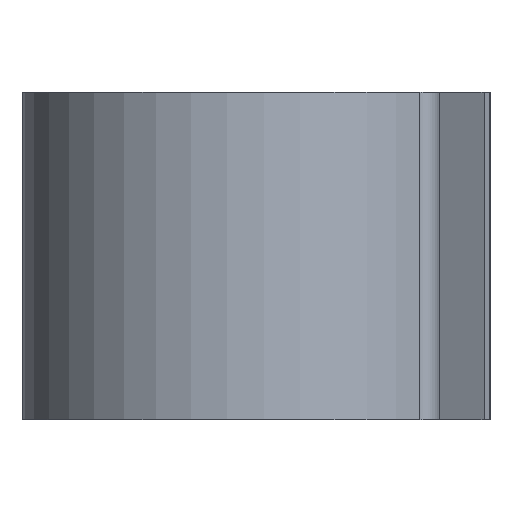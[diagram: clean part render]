
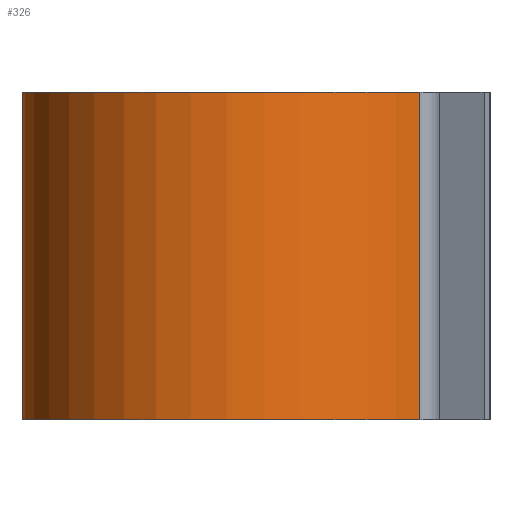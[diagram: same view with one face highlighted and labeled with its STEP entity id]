
A CAD part, left-side view. The second image highlights one B-rep face of the part: STEP entity #326.
In plain terms, the highlighted cylindrical face has radius 14.8 mm (diameter 29.6 mm), a partial arc.
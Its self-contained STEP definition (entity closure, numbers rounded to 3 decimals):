
#26=FACE_OUTER_BOUND('',#44,.T.);
#44=EDGE_LOOP('',(#225,#226,#227,#228));
#63=LINE('',#514,#95);
#64=LINE('',#517,#96);
#95=VECTOR('',#411,1000.);
#96=VECTOR('',#414,1000.);
#127=CIRCLE('',#367,14.8);
#128=CIRCLE('',#368,14.8);
#145=VERTEX_POINT('',#510);
#146=VERTEX_POINT('',#511);
#147=VERTEX_POINT('',#513);
#148=VERTEX_POINT('',#515);
#177=EDGE_CURVE('',#145,#146,#127,.T.);
#178=EDGE_CURVE('',#145,#147,#63,.T.);
#179=EDGE_CURVE('',#147,#148,#128,.T.);
#180=EDGE_CURVE('',#146,#148,#64,.T.);
#225=ORIENTED_EDGE('',*,*,#177,.F.);
#226=ORIENTED_EDGE('',*,*,#178,.T.);
#227=ORIENTED_EDGE('',*,*,#179,.T.);
#228=ORIENTED_EDGE('',*,*,#180,.F.);
#318=CYLINDRICAL_SURFACE('',#366,14.8);
#326=ADVANCED_FACE('',(#26),#318,.T.);
#366=AXIS2_PLACEMENT_3D('',#509,#407,#408);
#367=AXIS2_PLACEMENT_3D('',#512,#409,#410);
#368=AXIS2_PLACEMENT_3D('',#516,#412,#413);
#407=DIRECTION('center_axis',(0.,0.,-1.));
#408=DIRECTION('ref_axis',(-1.,0.,0.));
#409=DIRECTION('center_axis',(0.,0.,1.));
#410=DIRECTION('ref_axis',(1.,0.,0.));
#411=DIRECTION('',(0.,0.,-1.));
#412=DIRECTION('center_axis',(0.,0.,1.));
#413=DIRECTION('ref_axis',(1.,0.,0.));
#414=DIRECTION('',(0.,0.,-1.));
#509=CARTESIAN_POINT('Origin',(4228.015,-2240.966,22.));
#510=CARTESIAN_POINT('',(4228.015,-2226.166,22.));
#511=CARTESIAN_POINT('',(4219.203,-2252.857,22.));
#512=CARTESIAN_POINT('Origin',(4228.015,-2240.966,22.));
#513=CARTESIAN_POINT('',(4228.015,-2226.166,0.));
#514=CARTESIAN_POINT('',(4228.015,-2226.166,22.));
#515=CARTESIAN_POINT('',(4219.203,-2252.857,0.));
#516=CARTESIAN_POINT('Origin',(4228.015,-2240.966,0.));
#517=CARTESIAN_POINT('',(4219.203,-2252.857,22.));
